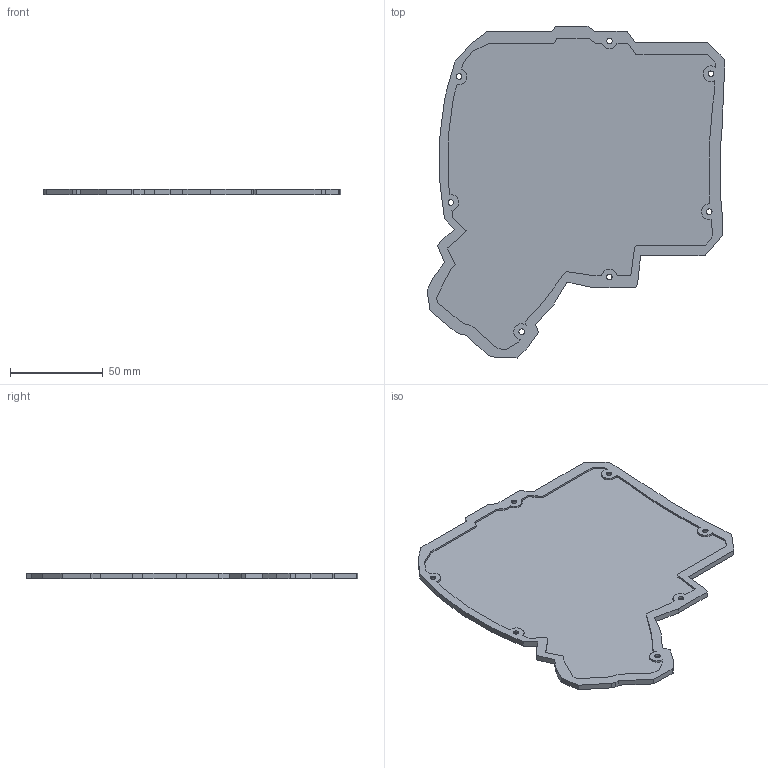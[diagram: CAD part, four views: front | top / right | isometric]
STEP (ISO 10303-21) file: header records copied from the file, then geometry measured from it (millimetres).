
FILE_DESCRIPTION(('Open CASCADE Model'),'2;1');
FILE_NAME('Open CASCADE Shape Model','2022-05-13T05:13:44',('Author'),( 'Open CASCADE'),'Open CASCADE STEP processor 7.4','Open CASCADE 7.4' ,'Unknown');
FILE_SCHEMA(('AUTOMOTIVE_DESIGN { 1 0 10303 214 1 1 1 1 }'));
Length unit declared in the file: millimetre
Products named in the file (1): Open CASCADE STEP translator 7.4 141
Bounding box: 160.84 x 179.32 x 3 mm (x, y, z)
Volume: 45513.7 mm3; surface area: 45656 mm2
Topology: 1 solids, 1 shells, 198 faces, 566 edges, 375 vertices
Faces by surface type: plane 171, cylinder 14, cone 7, bspline 6
Full cylindrical faces by diameter (mm): 3 x7
Entity records: 14447 total; most frequent: CARTESIAN_POINT 3256, DIRECTION 1987, LINE 1503, VECTOR 1503, ORIENTED_EDGE 1132, PCURVE 1132, DEFINITIONAL_REPRESENTATION 1132, EDGE_CURVE 566
